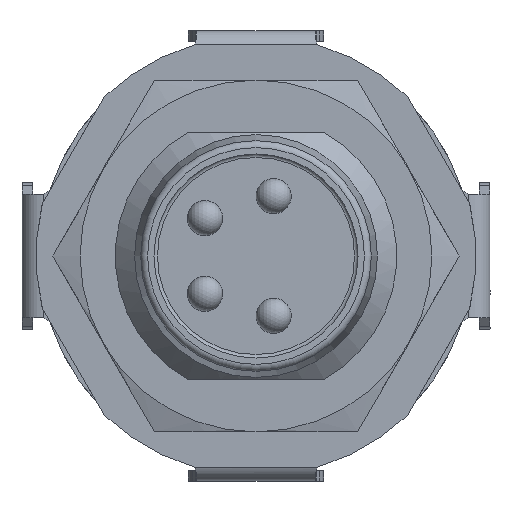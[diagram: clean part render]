
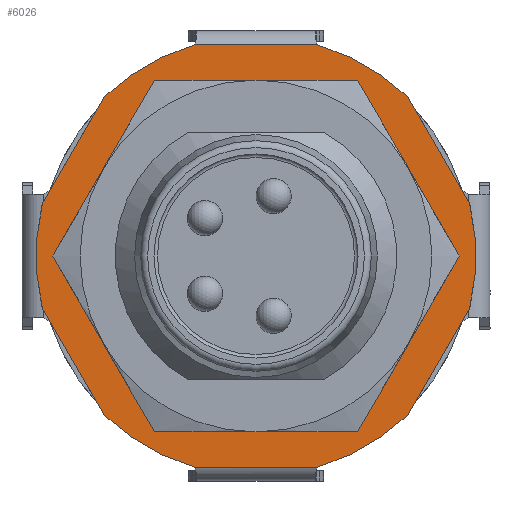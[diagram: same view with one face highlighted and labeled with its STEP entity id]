
A CAD part, front view. The second image highlights one B-rep face of the part: STEP entity #6026.
In plain terms, the highlighted planar face has unit normal (0, -1, 0).
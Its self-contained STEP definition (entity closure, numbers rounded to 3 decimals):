
#320=PLANE('',#7221);
#899=EDGE_LOOP('',(#2636));
#900=EDGE_LOOP('',(#2637,#2638,#2639,#2640,#2641,#2642,#2643,#2644,#2645,
#2646,#2647,#2648));
#1340=LINE('',#9898,#1980);
#1341=LINE('',#9902,#1981);
#1342=LINE('',#9906,#1982);
#1343=LINE('',#9910,#1983);
#1344=LINE('',#9914,#1984);
#1345=LINE('',#9918,#1985);
#1980=VECTOR('',#7907,1.);
#1981=VECTOR('',#7910,1.);
#1982=VECTOR('',#7913,1.);
#1983=VECTOR('',#7916,1.);
#1984=VECTOR('',#7919,1.);
#1985=VECTOR('',#7922,1.);
#2636=ORIENTED_EDGE('',*,*,#4720,.F.);
#2637=ORIENTED_EDGE('',*,*,#4721,.T.);
#2638=ORIENTED_EDGE('',*,*,#4722,.T.);
#2639=ORIENTED_EDGE('',*,*,#4723,.T.);
#2640=ORIENTED_EDGE('',*,*,#4724,.T.);
#2641=ORIENTED_EDGE('',*,*,#4725,.T.);
#2642=ORIENTED_EDGE('',*,*,#4726,.T.);
#2643=ORIENTED_EDGE('',*,*,#4727,.T.);
#2644=ORIENTED_EDGE('',*,*,#4728,.T.);
#2645=ORIENTED_EDGE('',*,*,#4729,.T.);
#2646=ORIENTED_EDGE('',*,*,#4730,.T.);
#2647=ORIENTED_EDGE('',*,*,#4731,.T.);
#2648=ORIENTED_EDGE('',*,*,#4732,.T.);
#4720=EDGE_CURVE('',#6529,#6529,#5742,.T.);
#4721=EDGE_CURVE('',#6530,#6531,#5743,.T.);
#4722=EDGE_CURVE('',#6531,#6532,#1340,.T.);
#4723=EDGE_CURVE('',#6532,#6533,#5744,.T.);
#4724=EDGE_CURVE('',#6533,#6534,#1341,.T.);
#4725=EDGE_CURVE('',#6534,#6535,#5745,.T.);
#4726=EDGE_CURVE('',#6535,#6536,#1342,.T.);
#4727=EDGE_CURVE('',#6536,#6537,#5746,.T.);
#4728=EDGE_CURVE('',#6537,#6538,#1343,.T.);
#4729=EDGE_CURVE('',#6538,#6539,#5747,.T.);
#4730=EDGE_CURVE('',#6539,#6540,#1344,.T.);
#4731=EDGE_CURVE('',#6540,#6541,#5748,.T.);
#4732=EDGE_CURVE('',#6541,#6530,#1345,.T.);
#5742=CIRCLE('',#7214,3.75);
#5743=CIRCLE('',#7215,6.25);
#5744=CIRCLE('',#7216,6.25);
#5745=CIRCLE('',#7217,6.25);
#5746=CIRCLE('',#7218,6.25);
#5747=CIRCLE('',#7219,6.25);
#5748=CIRCLE('',#7220,6.25);
#6026=ADVANCED_FACE('',(#6413,#6414),#320,.F.);
#6413=FACE_BOUND('',#899,.T.);
#6414=FACE_BOUND('',#900,.T.);
#6529=VERTEX_POINT('',#9894);
#6530=VERTEX_POINT('',#9896);
#6531=VERTEX_POINT('',#9897);
#6532=VERTEX_POINT('',#9899);
#6533=VERTEX_POINT('',#9901);
#6534=VERTEX_POINT('',#9903);
#6535=VERTEX_POINT('',#9905);
#6536=VERTEX_POINT('',#9907);
#6537=VERTEX_POINT('',#9909);
#6538=VERTEX_POINT('',#9911);
#6539=VERTEX_POINT('',#9913);
#6540=VERTEX_POINT('',#9915);
#6541=VERTEX_POINT('',#9917);
#7214=AXIS2_PLACEMENT_3D('',#9893,#7903,#7904);
#7215=AXIS2_PLACEMENT_3D('',#9895,#7905,#7906);
#7216=AXIS2_PLACEMENT_3D('',#9900,#7908,#7909);
#7217=AXIS2_PLACEMENT_3D('',#9904,#7911,#7912);
#7218=AXIS2_PLACEMENT_3D('',#9908,#7914,#7915);
#7219=AXIS2_PLACEMENT_3D('',#9912,#7917,#7918);
#7220=AXIS2_PLACEMENT_3D('',#9916,#7920,#7921);
#7221=AXIS2_PLACEMENT_3D('',#9919,#7923,#7924);
#7903=DIRECTION('',(0.,-1.,0.));
#7904=DIRECTION('',(0.,0.,1.));
#7905=DIRECTION('',(0.,-1.,0.));
#7906=DIRECTION('',(-1.,0.,0.));
#7907=DIRECTION('',(1.,0.,0.));
#7908=DIRECTION('',(0.,-1.,0.));
#7909=DIRECTION('',(-1.,0.,0.));
#7910=DIRECTION('',(0.5,0.,0.866));
#7911=DIRECTION('',(0.,-1.,0.));
#7912=DIRECTION('',(-1.,0.,0.));
#7913=DIRECTION('',(-0.5,0.,0.866));
#7914=DIRECTION('',(0.,-1.,0.));
#7915=DIRECTION('',(-1.,0.,0.));
#7916=DIRECTION('',(-1.,0.,0.));
#7917=DIRECTION('',(0.,-1.,0.));
#7918=DIRECTION('',(-1.,0.,0.));
#7919=DIRECTION('',(-0.5,0.,-0.866));
#7920=DIRECTION('',(0.,-1.,0.));
#7921=DIRECTION('',(-1.,0.,0.));
#7922=DIRECTION('',(0.5,0.,-0.866));
#7923=DIRECTION('',(0.,1.,0.));
#7924=DIRECTION('',(0.,0.,-1.));
#9893=CARTESIAN_POINT('',(0.,9.7,0.));
#9894=CARTESIAN_POINT('',(0.,9.7,3.75));
#9895=CARTESIAN_POINT('',(0.,9.7,0.));
#9896=CARTESIAN_POINT('',(-4.321,9.7,-4.516));
#9897=CARTESIAN_POINT('',(-1.75,9.7,-6.));
#9898=CARTESIAN_POINT('',(0.,9.7,-6.));
#9899=CARTESIAN_POINT('',(1.75,9.7,-6.));
#9900=CARTESIAN_POINT('',(0.,9.7,0.));
#9901=CARTESIAN_POINT('',(4.321,9.7,-4.516));
#9902=CARTESIAN_POINT('',(4.321,9.7,-4.516));
#9903=CARTESIAN_POINT('',(6.071,9.7,-1.484));
#9904=CARTESIAN_POINT('',(0.,9.7,0.));
#9905=CARTESIAN_POINT('',(6.071,9.7,1.484));
#9906=CARTESIAN_POINT('',(6.071,9.7,1.484));
#9907=CARTESIAN_POINT('',(4.321,9.7,4.516));
#9908=CARTESIAN_POINT('',(0.,9.7,0.));
#9909=CARTESIAN_POINT('',(1.75,9.7,6.));
#9910=CARTESIAN_POINT('',(1.75,9.7,6.));
#9911=CARTESIAN_POINT('',(-1.75,9.7,6.));
#9912=CARTESIAN_POINT('',(0.,9.7,0.));
#9913=CARTESIAN_POINT('',(-4.321,9.7,4.516));
#9914=CARTESIAN_POINT('',(-4.321,9.7,4.516));
#9915=CARTESIAN_POINT('',(-6.071,9.7,1.484));
#9916=CARTESIAN_POINT('',(0.,9.7,0.));
#9917=CARTESIAN_POINT('',(-6.071,9.7,-1.484));
#9918=CARTESIAN_POINT('',(-6.071,9.7,-1.484));
#9919=CARTESIAN_POINT('',(-7.,9.7,0.));
